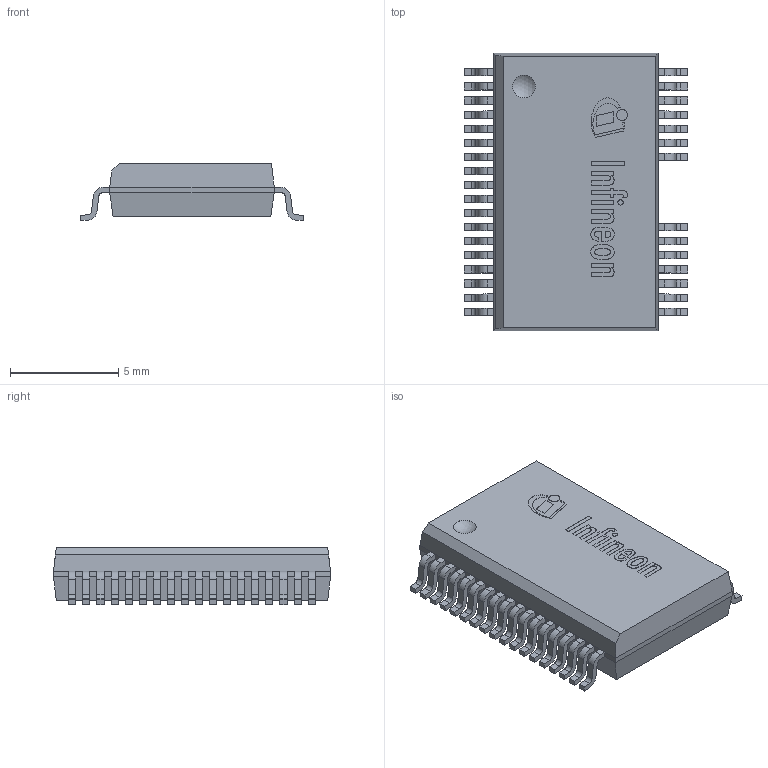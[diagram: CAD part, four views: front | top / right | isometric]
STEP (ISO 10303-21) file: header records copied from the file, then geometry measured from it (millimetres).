
FILE_DESCRIPTION(/* description */ (''),/* implementation_level */ '2;1');
FILE_NAME(/* name */ 'PG-DSO-36-60_Z8B00154858_V06_3D.stp',/* time_stamp */ '2020-04-23T16:49:19+05:00',/* author */ ('janartha'),/* organization */ (''),/* preprocessor_version */ 'ST-DEVELOPER v16.13',/* originating_system */ 'AutoCAD Mechanical',/* authorisation */ '');
FILE_SCHEMA (('AUTOMOTIVE_DESIGN { 1 0 10303 214 3 1 1 }'));
Length unit declared in the file: millimetre
Products named in the file (1): Product
Bounding box: 10.3 x 12.8 x 2.66 mm (x, y, z)
Volume: 236.2 mm3; surface area: 771.1 mm2
Topology: 48 solids, 48 shells, 683 faces, 1749 edges, 1165 vertices
Faces by surface type: plane 428, cylinder 248, torus 4, sphere 3
Full cylindrical faces by diameter (mm): 0.247 x1, 0.509 x1, 1.058 x2, 1.5 x1, 2.4 x1
Entity records: 20682 total; most frequent: DIRECTION 3606, CARTESIAN_POINT 3586, ORIENTED_EDGE 3476, EDGE_CURVE 1738, LINE 1238, VECTOR 1238, AXIS2_PLACEMENT_3D 1184, VERTEX_POINT 1164
